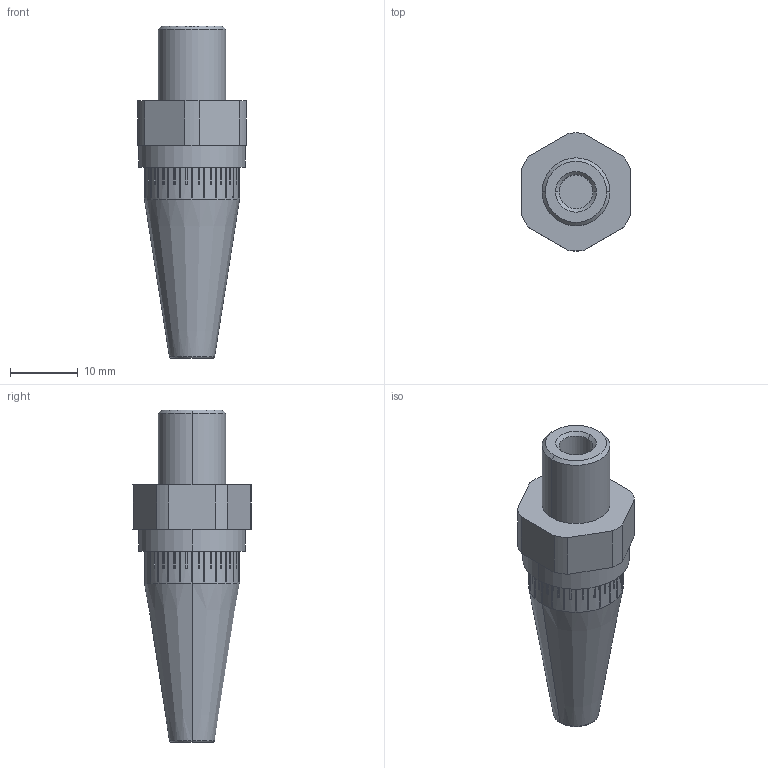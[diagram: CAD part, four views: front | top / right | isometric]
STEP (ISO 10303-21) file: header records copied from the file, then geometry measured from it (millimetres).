
FILE_DESCRIPTION (( 'STEP AP214' ), '1' );
FILE_NAME ('ugello 1200 alluminio.STEP', '2013-01-15T09:48:28', ( 'PC' ), ( '' ), 'SwSTEP 2.0', 'SolidWorks 2012', '' );
FILE_SCHEMA (( 'AUTOMOTIVE_DESIGN' ));
Length unit declared in the file: millimetre
Products named in the file (1): ugello 1200 alluminio
Bounding box: 16 x 17.39 x 48.9 mm (x, y, z)
Volume: 5343.5 mm3; surface area: 2734.3 mm2
Topology: 1 solids, 1 shells, 217 faces, 519 edges, 341 vertices
Faces by surface type: plane 150, cylinder 55, cone 8, torus 4
Entity records: 8278 total; most frequent: DIRECTION 1149, CARTESIAN_POINT 1076, ORIENTED_EDGE 1034, EDGE_CURVE 517, AXIS2_PLACEMENT_3D 414, VERTEX_POINT 341, LINE 321, VECTOR 321
